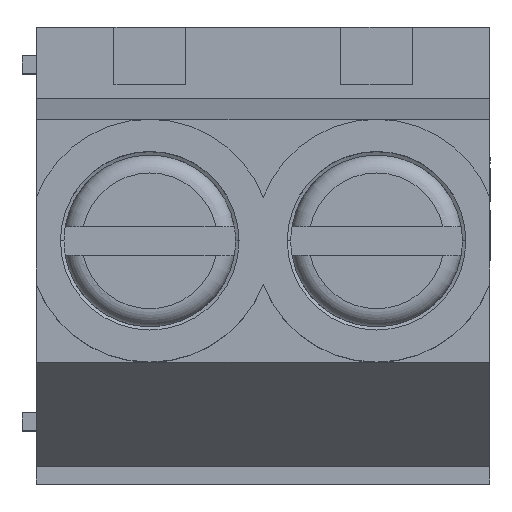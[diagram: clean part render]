
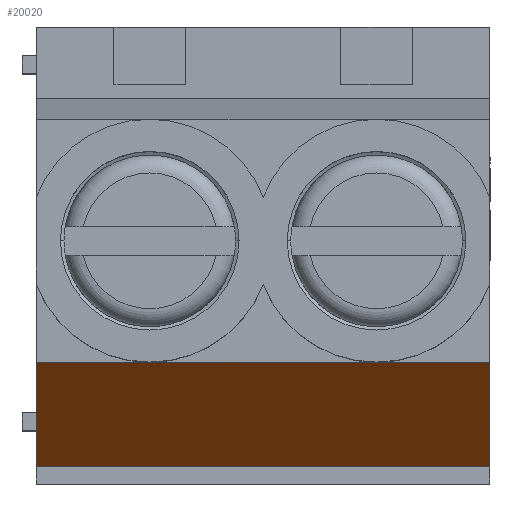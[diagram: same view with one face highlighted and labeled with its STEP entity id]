
A CAD part, top view. The second image highlights one B-rep face of the part: STEP entity #20020.
In plain terms, the highlighted planar face has unit normal (0, -0.865, 0.502).
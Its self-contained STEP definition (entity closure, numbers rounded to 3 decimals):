
#76 = VERTEX_POINT ( 'NONE', #19868 ) ;
#1491 = VECTOR ( 'NONE', #13767, 1000. ) ;
#1597 = LINE ( 'NONE', #22462, #2895 ) ;
#2008 = DIRECTION ( 'NONE',  ( 1., 0., 0. ) ) ;
#2895 = VECTOR ( 'NONE', #33992, 1000. ) ;
#3424 = CARTESIAN_POINT ( 'NONE',  ( 0., -3., 17.1 ) ) ;
#3430 = VECTOR ( 'NONE', #4631, 1000. ) ;
#4349 = VECTOR ( 'NONE', #2008, 1000. ) ;
#4450 = CARTESIAN_POINT ( 'NONE',  ( 6.35, -3., 17.1 ) ) ;
#4631 = DIRECTION ( 'NONE',  ( 0., 0.502, 0.865 ) ) ;
#5981 = VERTEX_POINT ( 'NONE', #26783 ) ;
#6635 = DIRECTION ( 'NONE',  ( 0., 0.865, -0.502 ) ) ;
#8085 = CARTESIAN_POINT ( 'NONE',  ( 6.35, -5.9, 12.1 ) ) ;
#8892 = ORIENTED_EDGE ( 'NONE', *, *, #26742, .F. ) ;
#10772 = CARTESIAN_POINT ( 'NONE',  ( -6.35, -3., 17.1 ) ) ;
#11010 = CARTESIAN_POINT ( 'NONE',  ( -6.35, -3., 17.1 ) ) ;
#11206 = EDGE_CURVE ( 'NONE', #5981, #24175, #31921, .T. ) ;
#11358 = VECTOR ( 'NONE', #31657, 1000. ) ;
#11443 = ORIENTED_EDGE ( 'NONE', *, *, #34215, .T. ) ;
#11756 = ORIENTED_EDGE ( 'NONE', *, *, #30259, .F. ) ;
#13767 = DIRECTION ( 'NONE',  ( 0., 0.502, 0.865 ) ) ;
#14449 = VERTEX_POINT ( 'NONE', #8085 ) ;
#14551 = FACE_OUTER_BOUND ( 'NONE', #29637, .T. ) ;
#15895 = DIRECTION ( 'NONE',  ( 1., 0., 0. ) ) ;
#15945 = EDGE_CURVE ( 'NONE', #76, #28026, #22274, .T. ) ;
#19698 = PLANE ( 'NONE',  #34167 ) ;
#19868 = CARTESIAN_POINT ( 'NONE',  ( -6.35, -5.9, 12.1 ) ) ;
#20020 = ADVANCED_FACE ( 'NONE', ( #14551 ), #19698, .F. ) ;
#20389 = ORIENTED_EDGE ( 'NONE', *, *, #11206, .F. ) ;
#20573 = LINE ( 'NONE', #4450, #3430 ) ;
#21463 = VERTEX_POINT ( 'NONE', #24629 ) ;
#22274 = LINE ( 'NONE', #10772, #1491 ) ;
#22462 = CARTESIAN_POINT ( 'NONE',  ( 0., -5.9, 12.1 ) ) ;
#22613 = VECTOR ( 'NONE', #15895, 1000. ) ;
#24175 = VERTEX_POINT ( 'NONE', #33101 ) ;
#24629 = CARTESIAN_POINT ( 'NONE',  ( 6.35, -3., 17.1 ) ) ;
#25187 = ORIENTED_EDGE ( 'NONE', *, *, #27477, .T. ) ;
#26426 = CARTESIAN_POINT ( 'NONE',  ( 0., -3., 17.1 ) ) ;
#26742 = EDGE_CURVE ( 'NONE', #28026, #5981, #29431, .T. ) ;
#26783 = CARTESIAN_POINT ( 'NONE',  ( -3.175, -3., 17.1 ) ) ;
#27477 = EDGE_CURVE ( 'NONE', #14449, #21463, #20573, .T. ) ;
#28026 = VERTEX_POINT ( 'NONE', #11010 ) ;
#28073 = DIRECTION ( 'NONE',  ( 0., 0.502, 0.865 ) ) ;
#29239 = ORIENTED_EDGE ( 'NONE', *, *, #15945, .F. ) ;
#29431 = LINE ( 'NONE', #29606, #22613 ) ;
#29606 = CARTESIAN_POINT ( 'NONE',  ( -6.35, -3., 17.1 ) ) ;
#29637 = EDGE_LOOP ( 'NONE', ( #25187, #11756, #20389, #8892, #29239, #11443 ) ) ;
#30259 = EDGE_CURVE ( 'NONE', #24175, #21463, #31152, .T. ) ;
#31152 = LINE ( 'NONE', #31839, #11358 ) ;
#31657 = DIRECTION ( 'NONE',  ( 1., 0., 0. ) ) ;
#31839 = CARTESIAN_POINT ( 'NONE',  ( 6.35, -3., 17.1 ) ) ;
#31921 = LINE ( 'NONE', #26426, #4349 ) ;
#33101 = CARTESIAN_POINT ( 'NONE',  ( 3.175, -3., 17.1 ) ) ;
#33992 = DIRECTION ( 'NONE',  ( 1., 0., 0. ) ) ;
#34167 = AXIS2_PLACEMENT_3D ( 'NONE', #3424, #6635, #28073 ) ;
#34215 = EDGE_CURVE ( 'NONE', #76, #14449, #1597, .T. ) ;
